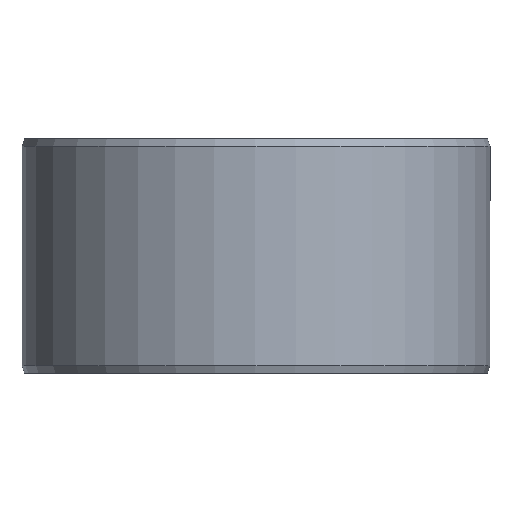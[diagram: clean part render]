
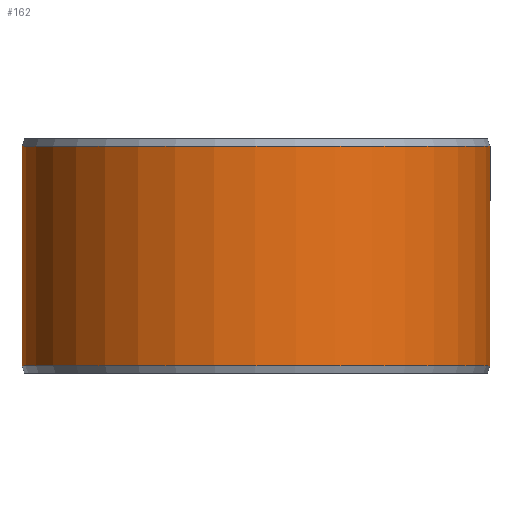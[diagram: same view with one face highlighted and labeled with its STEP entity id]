
A CAD part, front view. The second image highlights one B-rep face of the part: STEP entity #162.
In plain terms, the highlighted cylindrical face has radius 60 mm (diameter 120 mm), a partial arc.
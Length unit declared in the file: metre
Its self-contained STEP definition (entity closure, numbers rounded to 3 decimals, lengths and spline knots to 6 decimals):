
#162=ADVANCED_FACE('',(#185,#186),#187,.T.);
#185=FACE_OUTER_BOUND('',#211,.T.);
#186=FACE_BOUND('',#212,.T.);
#187=CYLINDRICAL_SURFACE('',#213,0.06);
#211=EDGE_LOOP('',(#289,#290,#291,#292));
#212=EDGE_LOOP('',(#293));
#213=AXIS2_PLACEMENT_3D('',#294,#295,#296);
#289=ORIENTED_EDGE('',*,*,#314,.T.);
#290=ORIENTED_EDGE('',*,*,#323,.F.);
#291=ORIENTED_EDGE('',*,*,#309,.F.);
#292=ORIENTED_EDGE('',*,*,#324,.T.);
#293=ORIENTED_EDGE('',*,*,#327,.T.);
#294=CARTESIAN_POINT('',(0.,0.,0.0));
#295=DIRECTION('',(0.,0.0,-1.0));
#296=DIRECTION('',(-1.0,0.0,0.));
#309=EDGE_CURVE('',#341,#342,#343,.T.);
#314=EDGE_CURVE('',#351,#349,#352,.T.);
#323=EDGE_CURVE('',#342,#349,#365,.T.);
#324=EDGE_CURVE('',#341,#351,#366,.T.);
#327=EDGE_CURVE('',#370,#370,#371,.T.);
#341=VERTEX_POINT('',#389);
#342=VERTEX_POINT('',#390);
#343=CIRCLE('',#391,0.06);
#349=VERTEX_POINT('',#399);
#351=VERTEX_POINT('',#402);
#352=CIRCLE('',#403,0.06);
#365=LINE('',#422,#423);
#366=LINE('',#424,#425);
#370=VERTEX_POINT('',#503);
#371=B_SPLINE_CURVE_WITH_KNOTS('',3,(#504,#505,#506,#507,#508,#509,#510,#511,#512,#513,#514,#515,#516,#517,#518,#519,#520,#521,#522,#523,#524,#525,#526,#527,#528,#529,#530,#531,#532,#533,#534,#535,#536,#537,#538,#539,#540,#541,#542,#543,#544,#545,#546,#547,#548,#549,#550,#551,#552,#553,#554,#555,#556,#557,#558,#559,#560,#561,#562,#563,#564,#565,#566,#567,#568,#569,#570,#571,#572,#573,#574,#575,#576,#577),.UNSPECIFIED.,.T.,.F.,(2,2,2,2,2,2,2,2,2,2,2,2,2,2,2,2,2,2,2,2,2,2,2,2,2,2,2,2,2,2,2,2,2,2,2,2,2,2,2),(-0.000977,0.0,0.000977,0.001466,0.001955,0.002932,0.003909,0.004887,0.005864,0.006841,0.007819,0.008796,0.009773,0.010262,0.010751,0.011728,0.012705,0.013194,0.013683,0.01466,0.015637,0.016615,0.017592,0.018569,0.019547,0.020524,0.021501,0.022479,0.023456,0.024433,0.024922,0.025411,0.026388,0.027365,0.028343,0.02932,0.030297,0.031274,0.032252),.UNSPECIFIED.);
#389=CARTESIAN_POINT('',(0.001047,0.059991,0.0018));
#390=CARTESIAN_POINT('',(0.,0.06,0.0018));
#391=AXIS2_PLACEMENT_3D('',#591,#592,#593);
#399=CARTESIAN_POINT('',(0.,0.06,0.0582));
#402=CARTESIAN_POINT('',(0.001047,0.059991,0.0582));
#403=AXIS2_PLACEMENT_3D('',#600,#601,#602);
#422=CARTESIAN_POINT('',(0.,0.06,0.0018));
#423=VECTOR('',#615,1.0);
#424=CARTESIAN_POINT('',(0.001047,0.059991,0.0018));
#425=VECTOR('',#616,1.0);
#503=CARTESIAN_POINT('',(0.048676,-0.035081,0.03));
#504=CARTESIAN_POINT('',(0.048676,-0.035081,0.02967));
#505=CARTESIAN_POINT('',(0.048676,-0.035081,0.03033));
#506=CARTESIAN_POINT('',(0.048695,-0.035054,0.030655));
#507=CARTESIAN_POINT('',(0.048751,-0.034977,0.031135));
#508=CARTESIAN_POINT('',(0.048774,-0.034944,0.031293));
#509=CARTESIAN_POINT('',(0.04883,-0.034867,0.031607));
#510=CARTESIAN_POINT('',(0.048862,-0.034821,0.031764));
#511=CARTESIAN_POINT('',(0.048972,-0.034667,0.032218));
#512=CARTESIAN_POINT('',(0.04906,-0.034541,0.032505));
#513=CARTESIAN_POINT('',(0.049269,-0.034243,0.033048));
#514=CARTESIAN_POINT('',(0.04939,-0.034069,0.033305));
#515=CARTESIAN_POINT('',(0.04965,-0.033688,0.033766));
#516=CARTESIAN_POINT('',(0.049792,-0.03348,0.033973));
#517=CARTESIAN_POINT('',(0.050095,-0.033024,0.034339));
#518=CARTESIAN_POINT('',(0.050254,-0.032781,0.034494));
#519=CARTESIAN_POINT('',(0.050581,-0.032275,0.034743));
#520=CARTESIAN_POINT('',(0.05075,-0.032009,0.03484));
#521=CARTESIAN_POINT('',(0.051091,-0.031461,0.034968));
#522=CARTESIAN_POINT('',(0.051261,-0.031184,0.035));
#523=CARTESIAN_POINT('',(0.051597,-0.030625,0.035));
#524=CARTESIAN_POINT('',(0.051765,-0.03034,0.034968));
#525=CARTESIAN_POINT('',(0.052086,-0.029784,0.03484));
#526=CARTESIAN_POINT('',(0.05224,-0.029513,0.034746));
#527=CARTESIAN_POINT('',(0.052462,-0.029117,0.034558));
#528=CARTESIAN_POINT('',(0.052535,-0.028985,0.034487));
#529=CARTESIAN_POINT('',(0.052674,-0.028731,0.034332));
#530=CARTESIAN_POINT('',(0.052741,-0.028608,0.034248));
#531=CARTESIAN_POINT('',(0.052934,-0.02825,0.033977));
#532=CARTESIAN_POINT('',(0.053052,-0.028027,0.03377));
#533=CARTESIAN_POINT('',(0.053269,-0.027612,0.033304));
#534=CARTESIAN_POINT('',(0.053364,-0.027428,0.033051));
#535=CARTESIAN_POINT('',(0.053488,-0.027185,0.032645));
#536=CARTESIAN_POINT('',(0.053526,-0.02711,0.032505));
#537=CARTESIAN_POINT('',(0.053596,-0.026971,0.032216));
#538=CARTESIAN_POINT('',(0.053628,-0.026908,0.032066));
#539=CARTESIAN_POINT('',(0.053713,-0.026739,0.031612));
#540=CARTESIAN_POINT('',(0.053755,-0.026654,0.031301));
#541=CARTESIAN_POINT('',(0.053812,-0.026539,0.03066));
#542=CARTESIAN_POINT('',(0.053826,-0.026509,0.030328));
#543=CARTESIAN_POINT('',(0.053826,-0.026509,0.029675));
#544=CARTESIAN_POINT('',(0.053812,-0.026537,0.029351));
#545=CARTESIAN_POINT('',(0.053756,-0.026652,0.028706));
#546=CARTESIAN_POINT('',(0.053713,-0.026738,0.02839));
#547=CARTESIAN_POINT('',(0.053601,-0.026962,0.027788));
#548=CARTESIAN_POINT('',(0.053531,-0.0271,0.027498));
#549=CARTESIAN_POINT('',(0.053365,-0.027426,0.02695));
#550=CARTESIAN_POINT('',(0.05327,-0.027611,0.026699));
#551=CARTESIAN_POINT('',(0.053056,-0.028019,0.026237));
#552=CARTESIAN_POINT('',(0.052936,-0.028247,0.026026));
#553=CARTESIAN_POINT('',(0.052678,-0.028725,0.025662));
#554=CARTESIAN_POINT('',(0.05254,-0.028977,0.025509));
#555=CARTESIAN_POINT('',(0.052245,-0.029506,0.025257));
#556=CARTESIAN_POINT('',(0.052088,-0.029782,0.025161));
#557=CARTESIAN_POINT('',(0.051767,-0.030335,0.025033));
#558=CARTESIAN_POINT('',(0.051603,-0.030615,0.025));
#559=CARTESIAN_POINT('',(0.051263,-0.031181,0.025));
#560=CARTESIAN_POINT('',(0.051092,-0.031459,0.025032));
#561=CARTESIAN_POINT('',(0.050839,-0.031866,0.025127));
#562=CARTESIAN_POINT('',(0.050755,-0.032,0.025166));
#563=CARTESIAN_POINT('',(0.050586,-0.032265,0.025261));
#564=CARTESIAN_POINT('',(0.050502,-0.032397,0.025317));
#565=CARTESIAN_POINT('',(0.050256,-0.032779,0.025505));
#566=CARTESIAN_POINT('',(0.050098,-0.03302,0.025658));
#567=CARTESIAN_POINT('',(0.049796,-0.033472,0.02602));
#568=CARTESIAN_POINT('',(0.049652,-0.033686,0.026231));
#569=CARTESIAN_POINT('',(0.049391,-0.034068,0.026692));
#570=CARTESIAN_POINT('',(0.049273,-0.034238,0.026943));
#571=CARTESIAN_POINT('',(0.049062,-0.034539,0.027489));
#572=CARTESIAN_POINT('',(0.048972,-0.034666,0.02778));
#573=CARTESIAN_POINT('',(0.048827,-0.03487,0.028382));
#574=CARTESIAN_POINT('',(0.048771,-0.034949,0.028696));
#575=CARTESIAN_POINT('',(0.048695,-0.035054,0.029343));
#576=CARTESIAN_POINT('',(0.048676,-0.035081,0.02967));
#577=CARTESIAN_POINT('',(0.048676,-0.035081,0.03033));
#591=CARTESIAN_POINT('',(0.,0.,0.0018));
#592=DIRECTION('',(0.,0.0,-1.0));
#593=DIRECTION('',(-1.0,0.0,0.));
#600=CARTESIAN_POINT('',(0.,0.,0.0582));
#601=DIRECTION('',(0.,0.0,-1.0));
#602=DIRECTION('',(-1.0,0.0,0.));
#615=DIRECTION('',(0.,0.,1.0));
#616=DIRECTION('',(0.,0.,1.0));
